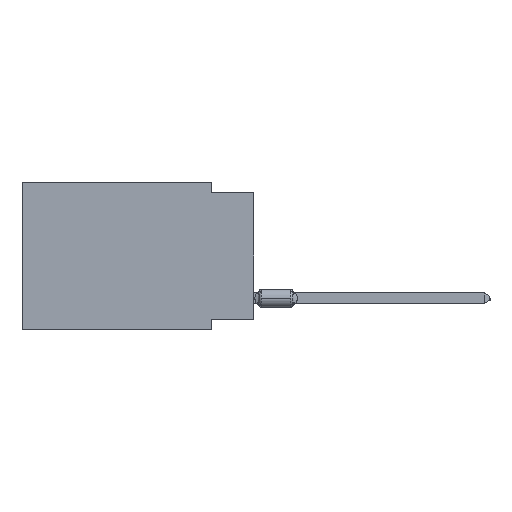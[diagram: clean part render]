
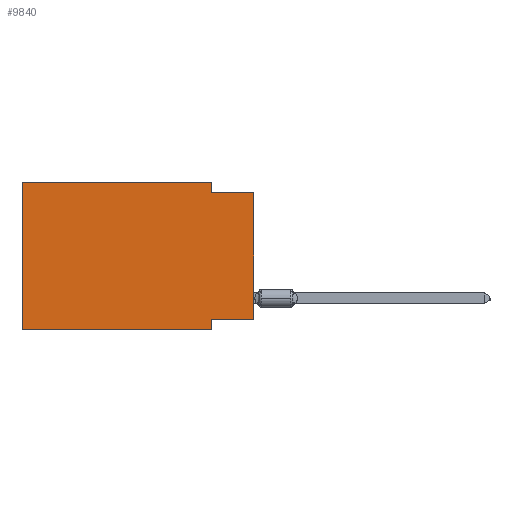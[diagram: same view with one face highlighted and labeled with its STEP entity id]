
A CAD part, left-side view. The second image highlights one B-rep face of the part: STEP entity #9840.
In plain terms, the highlighted planar face has unit normal (-1, 0, 0).
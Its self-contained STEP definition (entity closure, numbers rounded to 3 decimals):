
#2227 = VECTOR ( 'NONE', #7743, 1000. ) ;
#4019 = VERTEX_POINT ( 'NONE', #60186 ) ;
#5162 = DIRECTION ( 'NONE',  ( 0., 0., 1. ) ) ;
#6025 = DIRECTION ( 'NONE',  ( 0., 0., -1. ) ) ;
#6480 = VECTOR ( 'NONE', #51678, 1000. ) ;
#7743 = DIRECTION ( 'NONE',  ( 0., -1., 0. ) ) ;
#8907 = VECTOR ( 'NONE', #68133, 1000. ) ;
#9806 = DIRECTION ( 'NONE',  ( 0., 0., 1. ) ) ;
#9840 = ADVANCED_FACE ( 'NONE', ( #24792 ), #47050, .F. ) ;
#12569 = VERTEX_POINT ( 'NONE', #47279 ) ;
#15832 = ORIENTED_EDGE ( 'NONE', *, *, #55676, .T. ) ;
#18026 = ORIENTED_EDGE ( 'NONE', *, *, #69450, .F. ) ;
#18469 = CARTESIAN_POINT ( 'NONE',  ( 0., 0., -8.255 ) ) ;
#18625 = VECTOR ( 'NONE', #19102, 1000. ) ;
#19102 = DIRECTION ( 'NONE',  ( 0., -1., 0. ) ) ;
#20023 = CARTESIAN_POINT ( 'NONE',  ( 0., 13.97, 0. ) ) ;
#20630 = VERTEX_POINT ( 'NONE', #37675 ) ;
#20744 = VERTEX_POINT ( 'NONE', #63566 ) ;
#21350 = ORIENTED_EDGE ( 'NONE', *, *, #63059, .F. ) ;
#23590 = VERTEX_POINT ( 'NONE', #40120 ) ;
#24271 = VECTOR ( 'NONE', #5162, 1000. ) ;
#24792 = FACE_OUTER_BOUND ( 'NONE', #69871, .T. ) ;
#24913 = LINE ( 'NONE', #25629, #2227 ) ;
#25629 = CARTESIAN_POINT ( 'NONE',  ( 0., 0., -0.635 ) ) ;
#26308 = VERTEX_POINT ( 'NONE', #51613 ) ;
#26491 = EDGE_CURVE ( 'NONE', #64196, #12569, #44954, .T. ) ;
#29066 = DIRECTION ( 'NONE',  ( 0., 1., 0. ) ) ;
#29155 = EDGE_CURVE ( 'NONE', #20744, #4019, #37568, .T. ) ;
#29385 = CARTESIAN_POINT ( 'NONE',  ( 0., 2.54, 0. ) ) ;
#29901 = VECTOR ( 'NONE', #6025, 1000. ) ;
#32675 = ORIENTED_EDGE ( 'NONE', *, *, #68146, .F. ) ;
#35529 = LINE ( 'NONE', #68752, #18625 ) ;
#37568 = LINE ( 'NONE', #53657, #67525 ) ;
#37675 = CARTESIAN_POINT ( 'NONE',  ( 0., 2.54, -0.635 ) ) ;
#37990 = AXIS2_PLACEMENT_3D ( 'NONE', #20023, #41571, #58405 ) ;
#40120 = CARTESIAN_POINT ( 'NONE',  ( 0., 2.54, -8.89 ) ) ;
#41571 = DIRECTION ( 'NONE',  ( 1., 0., 0. ) ) ;
#42475 = ORIENTED_EDGE ( 'NONE', *, *, #45220, .F. ) ;
#44954 = LINE ( 'NONE', #50069, #24271 ) ;
#45220 = EDGE_CURVE ( 'NONE', #48287, #23590, #49849, .T. ) ;
#45865 = CARTESIAN_POINT ( 'NONE',  ( 0., 13.97, 0. ) ) ;
#47050 = PLANE ( 'NONE',  #37990 ) ;
#47279 = CARTESIAN_POINT ( 'NONE',  ( 0., 13.97, 0. ) ) ;
#48287 = VERTEX_POINT ( 'NONE', #61560 ) ;
#49849 = LINE ( 'NONE', #72131, #29901 ) ;
#50069 = CARTESIAN_POINT ( 'NONE',  ( 0., 13.97, 0. ) ) ;
#50988 = LINE ( 'NONE', #18469, #55614 ) ;
#51311 = LINE ( 'NONE', #29385, #6480 ) ;
#51613 = CARTESIAN_POINT ( 'NONE',  ( 0., 2.54, 0. ) ) ;
#51678 = DIRECTION ( 'NONE',  ( 0., 0., -1. ) ) ;
#53657 = CARTESIAN_POINT ( 'NONE',  ( 0., 0., 0. ) ) ;
#55614 = VECTOR ( 'NONE', #29066, 1000. ) ;
#55676 = EDGE_CURVE ( 'NONE', #64196, #23590, #35529, .T. ) ;
#57348 = ORIENTED_EDGE ( 'NONE', *, *, #29155, .T. ) ;
#58405 = DIRECTION ( 'NONE',  ( 0., 0., -1. ) ) ;
#59556 = ORIENTED_EDGE ( 'NONE', *, *, #26491, .F. ) ;
#60186 = CARTESIAN_POINT ( 'NONE',  ( 0., 0., -0.635 ) ) ;
#61374 = EDGE_CURVE ( 'NONE', #26308, #20630, #51311, .T. ) ;
#61560 = CARTESIAN_POINT ( 'NONE',  ( 0., 2.54, -8.255 ) ) ;
#63059 = EDGE_CURVE ( 'NONE', #20630, #4019, #24913, .T. ) ;
#63566 = CARTESIAN_POINT ( 'NONE',  ( 0., 0., -8.255 ) ) ;
#64196 = VERTEX_POINT ( 'NONE', #69457 ) ;
#67525 = VECTOR ( 'NONE', #9806, 1000. ) ;
#68133 = DIRECTION ( 'NONE',  ( 0., -1., 0. ) ) ;
#68146 = EDGE_CURVE ( 'NONE', #20744, #48287, #50988, .T. ) ;
#68752 = CARTESIAN_POINT ( 'NONE',  ( 0., 13.97, -8.89 ) ) ;
#69450 = EDGE_CURVE ( 'NONE', #12569, #26308, #72168, .T. ) ;
#69457 = CARTESIAN_POINT ( 'NONE',  ( 0., 13.97, -8.89 ) ) ;
#69871 = EDGE_LOOP ( 'NONE', ( #57348, #21350, #70742, #18026, #59556, #15832, #42475, #32675 ) ) ;
#70742 = ORIENTED_EDGE ( 'NONE', *, *, #61374, .F. ) ;
#72131 = CARTESIAN_POINT ( 'NONE',  ( 0., 2.54, -8.89 ) ) ;
#72168 = LINE ( 'NONE', #45865, #8907 ) ;
